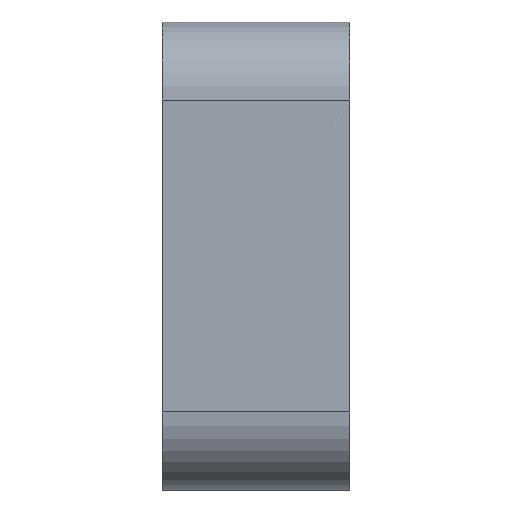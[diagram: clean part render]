
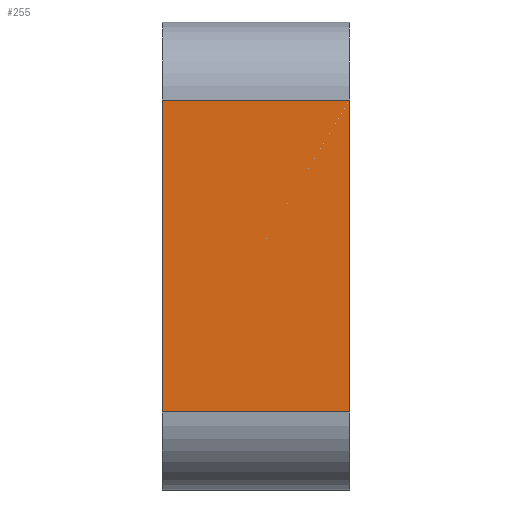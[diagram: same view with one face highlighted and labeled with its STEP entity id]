
A CAD part, left-side view. The second image highlights one B-rep face of the part: STEP entity #255.
In plain terms, the highlighted planar face has unit normal (-1, 0, 0).
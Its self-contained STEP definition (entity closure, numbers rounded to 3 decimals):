
#45 = ORIENTED_EDGE ( 'NONE', *, *, #431, .T. ) ;
#47 = ORIENTED_EDGE ( 'NONE', *, *, #660, .T. ) ;
#53 = ORIENTED_EDGE ( 'NONE', *, *, #366, .F. ) ;
#56 = ORIENTED_EDGE ( 'NONE', *, *, #683, .T. ) ;
#59 = VERTEX_POINT ( 'NONE', #656 ) ;
#100 = VERTEX_POINT ( 'NONE', #257 ) ;
#210 = DIRECTION ( 'NONE',  ( 0., 0., 1. ) ) ;
#212 = CARTESIAN_POINT ( 'NONE',  ( -12., -3., -7.5 ) ) ;
#239 = DIRECTION ( 'NONE',  ( 0., 0., 1. ) ) ;
#243 = CARTESIAN_POINT ( 'NONE',  ( -12., 3., -7.5 ) ) ;
#247 = VERTEX_POINT ( 'NONE', #355 ) ;
#255 = ADVANCED_FACE ( 'NONE', ( #545 ), #306, .F. ) ;
#257 = CARTESIAN_POINT ( 'NONE',  ( -12., 3., 5. ) ) ;
#273 = EDGE_LOOP ( 'NONE', ( #45, #47, #53, #56 ) ) ;
#278 = DIRECTION ( 'NONE',  ( 0., 0., -1. ) ) ;
#279 = DIRECTION ( 'NONE',  ( 1., 0., 0. ) ) ;
#282 = CARTESIAN_POINT ( 'NONE',  ( -12., 3., -7.5 ) ) ;
#306 = PLANE ( 'NONE',  #319 ) ;
#319 = AXIS2_PLACEMENT_3D ( 'NONE', #282, #279, #278 ) ;
#354 = DIRECTION ( 'NONE',  ( 0., -1., 0. ) ) ;
#355 = CARTESIAN_POINT ( 'NONE',  ( -12., -3., -5. ) ) ;
#366 = EDGE_CURVE ( 'NONE', #59, #100, #542, .T. ) ;
#381 = DIRECTION ( 'NONE',  ( 0., 1., 0. ) ) ;
#388 = LINE ( 'NONE', #412, #634 ) ;
#405 = CARTESIAN_POINT ( 'NONE',  ( -12., 3., -5. ) ) ;
#412 = CARTESIAN_POINT ( 'NONE',  ( -12., 3., 5. ) ) ;
#431 = EDGE_CURVE ( 'NONE', #247, #644, #492, .T. ) ;
#458 = CARTESIAN_POINT ( 'NONE',  ( -12., -3., 5. ) ) ;
#468 = VECTOR ( 'NONE', #210, 1000. ) ;
#492 = LINE ( 'NONE', #212, #468 ) ;
#542 = LINE ( 'NONE', #243, #551 ) ;
#545 = FACE_OUTER_BOUND ( 'NONE', #273, .T. ) ;
#551 = VECTOR ( 'NONE', #239, 1000. ) ;
#631 = VECTOR ( 'NONE', #354, 1000. ) ;
#634 = VECTOR ( 'NONE', #381, 1000. ) ;
#636 = LINE ( 'NONE', #405, #631 ) ;
#644 = VERTEX_POINT ( 'NONE', #458 ) ;
#656 = CARTESIAN_POINT ( 'NONE',  ( -12., 3., -5. ) ) ;
#660 = EDGE_CURVE ( 'NONE', #644, #100, #388, .T. ) ;
#683 = EDGE_CURVE ( 'NONE', #59, #247, #636, .T. ) ;
